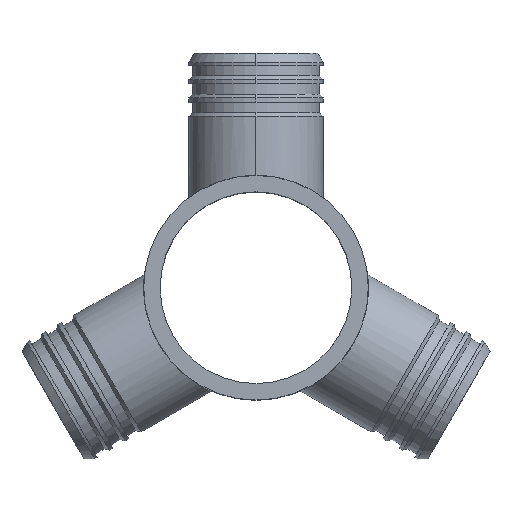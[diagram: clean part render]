
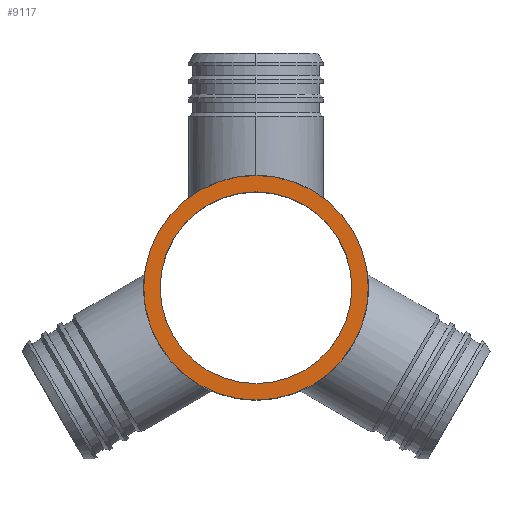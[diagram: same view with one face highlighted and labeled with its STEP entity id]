
A CAD part, top view. The second image highlights one B-rep face of the part: STEP entity #9117.
In plain terms, the highlighted planar face has unit normal (0, 0, 1).
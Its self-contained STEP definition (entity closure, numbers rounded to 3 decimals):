
#1676 = VERTEX_POINT ( 'NONE', #2389 ) ;
#1785 = CIRCLE ( 'NONE', #7334, 15.7 ) ;
#1792 = DIRECTION ( 'NONE',  ( 1., 0., 0. ) ) ;
#2217 = VERTEX_POINT ( 'NONE', #2964 ) ;
#2389 = CARTESIAN_POINT ( 'NONE',  ( 15.7, 0., 0. ) ) ;
#2930 = CARTESIAN_POINT ( 'NONE',  ( 0., 0., 0. ) ) ;
#2944 = FACE_BOUND ( 'NONE', #13047, .T. ) ;
#2964 = CARTESIAN_POINT ( 'NONE',  ( -18.4, 0., 0. ) ) ;
#3072 = FACE_OUTER_BOUND ( 'NONE', #9613, .T. ) ;
#3703 = AXIS2_PLACEMENT_3D ( 'NONE', #12835, #9672, #8796 ) ;
#3977 = CARTESIAN_POINT ( 'NONE',  ( 18.4, 0., 0. ) ) ;
#4319 = DIRECTION ( 'NONE',  ( -1., 0., 0. ) ) ;
#4905 = ORIENTED_EDGE ( 'NONE', *, *, #9737, .T. ) ;
#4913 = ORIENTED_EDGE ( 'NONE', *, *, #4940, .T. ) ;
#4940 = EDGE_CURVE ( 'NONE', #7091, #1676, #1785, .T. ) ;
#5206 = DIRECTION ( 'NONE',  ( 0., 0., 1. ) ) ;
#5455 = VERTEX_POINT ( 'NONE', #3977 ) ;
#6130 = CARTESIAN_POINT ( 'NONE',  ( 0., 0., 0. ) ) ;
#6895 = AXIS2_PLACEMENT_3D ( 'NONE', #2930, #10982, #1792 ) ;
#6908 = AXIS2_PLACEMENT_3D ( 'NONE', #9252, #5206, #11268 ) ;
#7091 = VERTEX_POINT ( 'NONE', #11255 ) ;
#7151 = DIRECTION ( 'NONE',  ( 0., 0., -1. ) ) ;
#7334 = AXIS2_PLACEMENT_3D ( 'NONE', #6130, #7968, #4319 ) ;
#7968 = DIRECTION ( 'NONE',  ( 0., 0., -1. ) ) ;
#8228 = EDGE_CURVE ( 'NONE', #5455, #2217, #8838, .T. ) ;
#8229 = PLANE ( 'NONE',  #12482 ) ;
#8409 = CIRCLE ( 'NONE', #3703, 15.7 ) ;
#8796 = DIRECTION ( 'NONE',  ( -1., 0., 0. ) ) ;
#8838 = CIRCLE ( 'NONE', #6895, 18.4 ) ;
#9117 = ADVANCED_FACE ( 'NONE', ( #2944, #3072 ), #8229, .F. ) ;
#9252 = CARTESIAN_POINT ( 'NONE',  ( 0., 0., 0. ) ) ;
#9613 = EDGE_LOOP ( 'NONE', ( #10462, #12373 ) ) ;
#9672 = DIRECTION ( 'NONE',  ( 0., 0., -1. ) ) ;
#9737 = EDGE_CURVE ( 'NONE', #1676, #7091, #8409, .T. ) ;
#10239 = EDGE_CURVE ( 'NONE', #2217, #5455, #12721, .T. ) ;
#10462 = ORIENTED_EDGE ( 'NONE', *, *, #8228, .T. ) ;
#10982 = DIRECTION ( 'NONE',  ( 0., 0., 1. ) ) ;
#11255 = CARTESIAN_POINT ( 'NONE',  ( -15.7, 0., 0. ) ) ;
#11258 = DIRECTION ( 'NONE',  ( 0., -1., 0. ) ) ;
#11268 = DIRECTION ( 'NONE',  ( 1., 0., 0. ) ) ;
#12339 = CARTESIAN_POINT ( 'NONE',  ( 0., 18.4, 0. ) ) ;
#12373 = ORIENTED_EDGE ( 'NONE', *, *, #10239, .T. ) ;
#12482 = AXIS2_PLACEMENT_3D ( 'NONE', #12339, #7151, #11258 ) ;
#12721 = CIRCLE ( 'NONE', #6908, 18.4 ) ;
#12835 = CARTESIAN_POINT ( 'NONE',  ( 0., 0., 0. ) ) ;
#13047 = EDGE_LOOP ( 'NONE', ( #4913, #4905 ) ) ;
